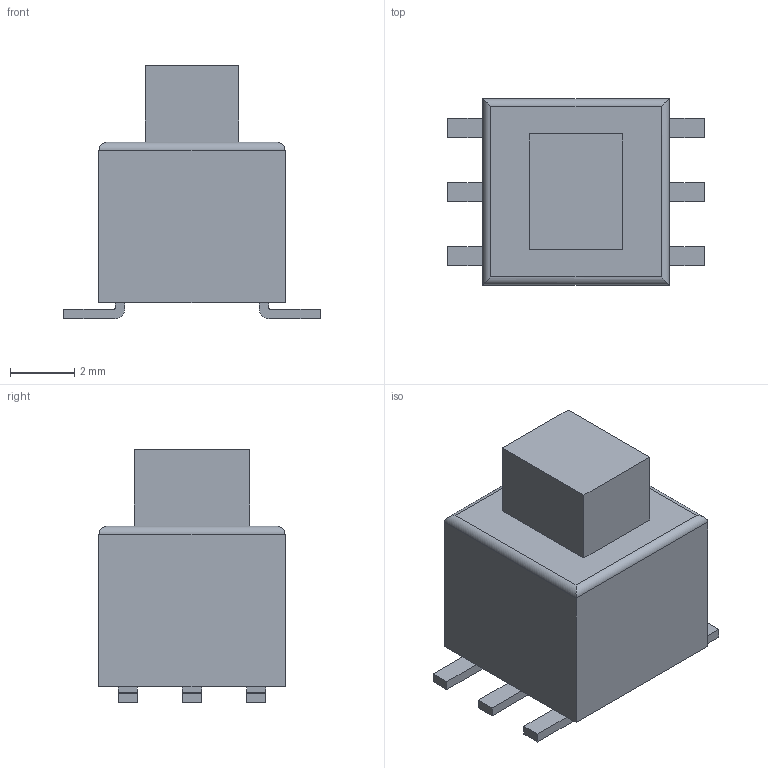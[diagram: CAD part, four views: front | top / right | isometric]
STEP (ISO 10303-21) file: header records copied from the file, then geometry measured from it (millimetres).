
FILE_DESCRIPTION(/* description */ (''),/* implementation_level */ '2;1');
FILE_NAME(/* name */ 'Untitled.step',/* time_stamp */ '2021-12-03T21:18:55-05:00',/* author */ (''),/* organization */ (''),/* preprocessor_version */ 'ST-DEVELOPER v18.1',/* originating_system */ 'Autodesk Translation Framework v10.10.0.1391',/* authorisation */ '');
FILE_SCHEMA (('AUTOMOTIVE_DESIGN { 1 0 10303 214 3 1 1 }'));
Length unit declared in the file: millimetre
Products named in the file (1): (Unsaved)
Bounding box: 8 x 5.8 x 7.9 mm (x, y, z)
Volume: 195.1 mm3; surface area: 256.9 mm2
Topology: 8 solids, 8 shells, 76 faces, 176 edges, 116 vertices
Faces by surface type: plane 60, cylinder 16
Entity records: 2183 total; most frequent: CARTESIAN_POINT 369, DIRECTION 358, ORIENTED_EDGE 352, EDGE_CURVE 176, LINE 148, VECTOR 148, VERTEX_POINT 116, AXIS2_PLACEMENT_3D 105
